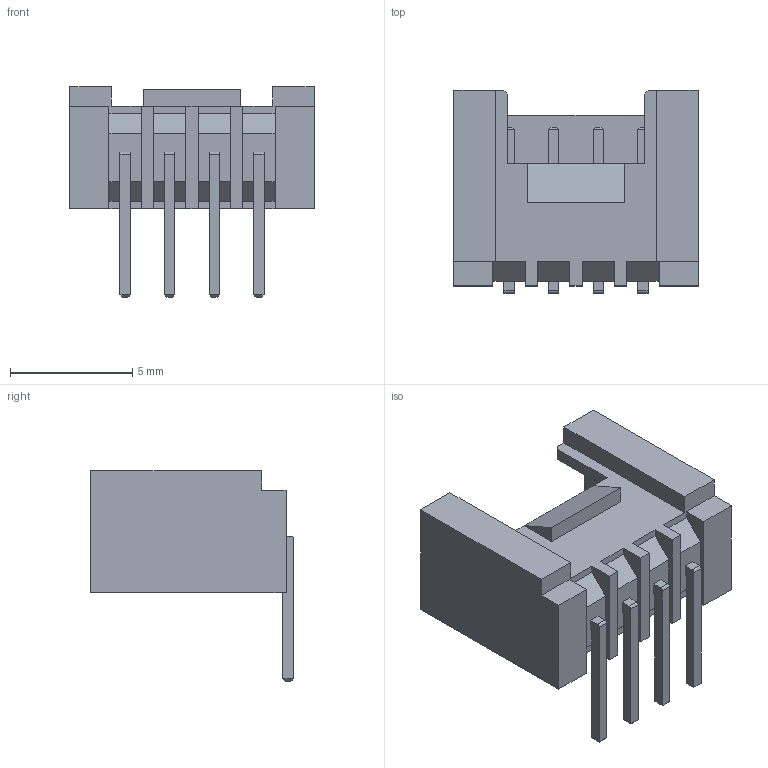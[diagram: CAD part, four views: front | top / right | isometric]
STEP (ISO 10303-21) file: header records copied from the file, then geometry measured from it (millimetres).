
FILE_DESCRIPTION (( 'STEP AP214' ), '1' );
FILE_NAME ('Connecteur Grove (allongé).STEP', '2017-03-26T10:35:40', ( '' ), ( '' ), 'SwSTEP 2.0', 'SolidWorks 2013', '' );
FILE_SCHEMA (( 'AUTOMOTIVE_DESIGN' ));
Length unit declared in the file: millimetre
Products named in the file (1): Connecteur Grove (allongé)
Bounding box: 10 x 8.3 x 8.62 mm (x, y, z)
Volume: 149.2 mm3; surface area: 564.8 mm2
Topology: 1 solids, 1 shells, 150 faces, 386 edges, 246 vertices
Faces by surface type: plane 142, cylinder 8
Entity records: 5194 total; most frequent: CARTESIAN_POINT 783, ORIENTED_EDGE 772, DIRECTION 704, EDGE_CURVE 386, LINE 370, VECTOR 370, VERTEX_POINT 246, AXIS2_PLACEMENT_3D 167
